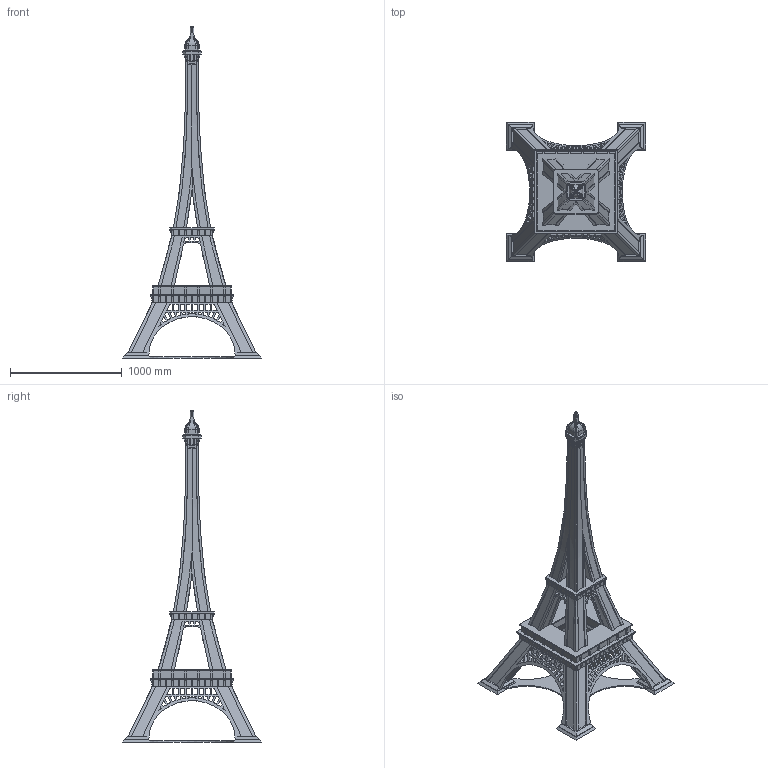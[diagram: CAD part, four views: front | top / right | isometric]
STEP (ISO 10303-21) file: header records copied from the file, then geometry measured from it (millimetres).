
FILE_DESCRIPTION(/* description */ ('STEP AP242','CAx-IF Rec.Pracs.---Representation and Presentation of Product Manufacturing Information (PMI)---4.0---2014-10-13','CAx-IF Rec.Pracs.---3D Tessellated Geometry---0.4---2014-09-14','2;1'),/* implementation_level */ '2;1');
FILE_NAME(/* name */ '672ac52cf13a1c70ac9ebb98',/* time_stamp */ '2024-11-06T01:24:01Z',/* author */ (''),/* organization */ (''),/* preprocessor_version */ 'ST-DEVELOPER v20',/* originating_system */ 'ONSHAPE BY PTC INC, 1.189',/* authorisation */ ' ');
FILE_SCHEMA (('AP242_MANAGED_MODEL_BASED_3D_ENGINEERING_MIM_LF { 1 0 10303 442 1 1 4 }'));
Products named in the file (1): part
Bounding box: 1246 x 1246 x 2972 mm (x, y, z)
Volume: 194136767.7 mm3; surface area: 8311793.6 mm2
Topology: 1 solids, 1 shells, 1829 faces, 5495 edges, 3611 vertices
Faces by surface type: plane 1219, cylinder 426, bspline 184
Entity records: 67725 total; most frequent: CARTESIAN_POINT 18730, ORIENTED_EDGE 10982, DIRECTION 9082, EDGE_CURVE 5491, LINE 4242, VECTOR 4242, VERTEX_POINT 3611, AXIS2_PLACEMENT_3D 2420
